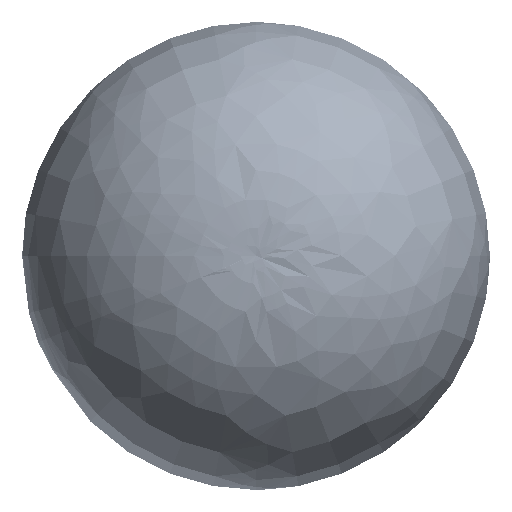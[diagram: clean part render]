
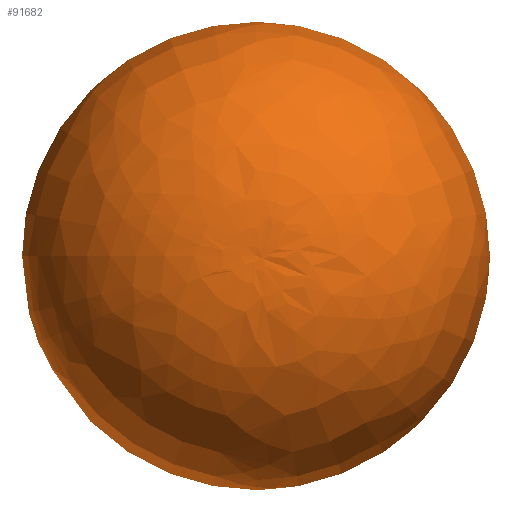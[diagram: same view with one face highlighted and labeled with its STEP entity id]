
A CAD part, top view. The second image highlights one B-rep face of the part: STEP entity #91682.
In plain terms, the highlighted free-form (B-spline) face has degree [2, 2] with [5, 9] control points.
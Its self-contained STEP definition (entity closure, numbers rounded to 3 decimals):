
#193=(
BOUNDED_CURVE()
B_SPLINE_CURVE(2,(#285308,#285309,#285310,#285311,#285312),
 .UNSPECIFIED.,.F.,.F.)
B_SPLINE_CURVE_WITH_KNOTS((3,2,3),(-0.524,0.578,
1.679),.UNSPECIFIED.)
CURVE()
GEOMETRIC_REPRESENTATION_ITEM()
RATIONAL_B_SPLINE_CURVE((1.,0.852,1.,0.852,1.))
REPRESENTATION_ITEM('')
);
#10632=(
BOUNDED_SURFACE()
B_SPLINE_SURFACE(2,2,((#285262,#285263,#285264,#285265,#285266,#285267,
#285268,#285269,#285270),(#285271,#285272,#285273,#285274,#285275,#285276,
#285277,#285278,#285279),(#285280,#285281,#285282,#285283,#285284,#285285,
#285286,#285287,#285288),(#285289,#285290,#285291,#285292,#285293,#285294,
#285295,#285296,#285297),(#285298,#285299,#285300,#285301,#285302,#285303,
#285304,#285305,#285306)),.UNSPECIFIED.,.F.,.T.,.F.)
B_SPLINE_SURFACE_WITH_KNOTS((3,2,3),(3,2,2,2,3),(-1.679,-0.578,
0.524),(-3.142,-1.571,0.,1.571,
3.142),.UNSPECIFIED.)
GEOMETRIC_REPRESENTATION_ITEM()
RATIONAL_B_SPLINE_SURFACE(((1.,0.707,1.,0.707,1.,
0.707,1.,0.707,1.),(0.852,0.603,
0.852,0.603,0.852,0.603,
0.852,0.603,0.852),(1.,0.707,
1.,0.707,1.,0.707,1.,0.707,1.),(0.852,
0.603,0.852,0.603,0.852,
0.603,0.852,0.603,0.852),
(1.,0.707,1.,0.707,1.,0.707,1.,0.707,
1.)))
REPRESENTATION_ITEM('')
SURFACE()
);
#16367=FACE_OUTER_BOUND('',#23503,.T.);
#23503=EDGE_LOOP('',(#79975,#79976,#79977,#79978));
#34843=CIRCLE('',#102238,1796.53);
#34844=CIRCLE('',#102239,1796.53);
#42859=VERTEX_POINT('',#285253);
#42860=VERTEX_POINT('',#285259);
#42861=VERTEX_POINT('',#285307);
#55232=EDGE_CURVE('',#42859,#42860,#34843,.T.);
#55233=EDGE_CURVE('',#42860,#42859,#34844,.T.);
#55234=EDGE_CURVE('',#42859,#42861,#193,.T.);
#79975=ORIENTED_EDGE('',*,*,#55233,.F.);
#79976=ORIENTED_EDGE('',*,*,#55232,.F.);
#79977=ORIENTED_EDGE('',*,*,#55234,.T.);
#79978=ORIENTED_EDGE('',*,*,#55234,.F.);
#91682=ADVANCED_FACE('',(#16367),#10632,.F.);
#102238=AXIS2_PLACEMENT_3D('',#285260,#125592,#125593);
#102239=AXIS2_PLACEMENT_3D('',#285261,#125594,#125595);
#125592=DIRECTION('center_axis',(-1.,0.,0.));
#125593=DIRECTION('ref_axis',(0.,0.,1.));
#125594=DIRECTION('center_axis',(-1.,0.,0.));
#125595=DIRECTION('ref_axis',(0.,0.,1.));
#285253=CARTESIAN_POINT('',(-921.757,200.,-1796.53));
#285259=CARTESIAN_POINT('',(-921.757,-1596.53,0.));
#285260=CARTESIAN_POINT('Origin',(-921.757,200.,0.));
#285261=CARTESIAN_POINT('Origin',(-921.757,200.,0.));
#285262=CARTESIAN_POINT('Ctrl Pts',(1832.633,200.,0.));
#285263=CARTESIAN_POINT('Ctrl Pts',(1832.633,200.,0.));
#285264=CARTESIAN_POINT('Ctrl Pts',(1832.633,200.,0.));
#285265=CARTESIAN_POINT('Ctrl Pts',(1832.633,200.,0.));
#285266=CARTESIAN_POINT('Ctrl Pts',(1832.633,200.,0.));
#285267=CARTESIAN_POINT('Ctrl Pts',(1832.633,200.,0.));
#285268=CARTESIAN_POINT('Ctrl Pts',(1832.633,200.,0.));
#285269=CARTESIAN_POINT('Ctrl Pts',(1832.633,200.,0.));
#285270=CARTESIAN_POINT('Ctrl Pts',(1832.633,200.,0.));
#285271=CARTESIAN_POINT('Ctrl Pts',(1955.467,200.,-1125.55));
#285272=CARTESIAN_POINT('Ctrl Pts',(1955.467,-925.55,
-1125.55));
#285273=CARTESIAN_POINT('Ctrl Pts',(1955.467,-925.55,
0.));
#285274=CARTESIAN_POINT('Ctrl Pts',(1955.467,-925.55,
1125.55));
#285275=CARTESIAN_POINT('Ctrl Pts',(1955.467,200.,1125.55));
#285276=CARTESIAN_POINT('Ctrl Pts',(1955.467,1325.55,1125.55));
#285277=CARTESIAN_POINT('Ctrl Pts',(1955.467,1325.55,0.));
#285278=CARTESIAN_POINT('Ctrl Pts',(1955.467,1325.55,-1125.55));
#285279=CARTESIAN_POINT('Ctrl Pts',(1955.467,200.,-1125.55));
#285280=CARTESIAN_POINT('Ctrl Pts',(1007.126,200.,-1744.098));
#285281=CARTESIAN_POINT('Ctrl Pts',(1007.126,-1544.098,
-1744.098));
#285282=CARTESIAN_POINT('Ctrl Pts',(1007.126,-1544.098,
0.));
#285283=CARTESIAN_POINT('Ctrl Pts',(1007.126,-1544.098,
1744.098));
#285284=CARTESIAN_POINT('Ctrl Pts',(1007.126,200.,1744.098));
#285285=CARTESIAN_POINT('Ctrl Pts',(1007.126,1944.098,1744.098));
#285286=CARTESIAN_POINT('Ctrl Pts',(1007.126,1944.098,0.));
#285287=CARTESIAN_POINT('Ctrl Pts',(1007.126,1944.098,-1744.098));
#285288=CARTESIAN_POINT('Ctrl Pts',(1007.126,200.,-1744.098));
#285289=CARTESIAN_POINT('Ctrl Pts',(58.786,200.,-2362.646));
#285290=CARTESIAN_POINT('Ctrl Pts',(58.786,-2162.646,
-2362.646));
#285291=CARTESIAN_POINT('Ctrl Pts',(58.786,-2162.646,
0.));
#285292=CARTESIAN_POINT('Ctrl Pts',(58.786,-2162.646,
2362.646));
#285293=CARTESIAN_POINT('Ctrl Pts',(58.786,200.,2362.646));
#285294=CARTESIAN_POINT('Ctrl Pts',(58.786,2562.646,2362.646));
#285295=CARTESIAN_POINT('Ctrl Pts',(58.786,2562.646,0.));
#285296=CARTESIAN_POINT('Ctrl Pts',(58.786,2562.646,-2362.646));
#285297=CARTESIAN_POINT('Ctrl Pts',(58.786,200.,-2362.646));
#285298=CARTESIAN_POINT('Ctrl Pts',(-921.757,200.,-1796.53));
#285299=CARTESIAN_POINT('Ctrl Pts',(-921.757,-1596.53,
-1796.53));
#285300=CARTESIAN_POINT('Ctrl Pts',(-921.757,-1596.53,
0.));
#285301=CARTESIAN_POINT('Ctrl Pts',(-921.757,-1596.53,
1796.53));
#285302=CARTESIAN_POINT('Ctrl Pts',(-921.757,200.,1796.53));
#285303=CARTESIAN_POINT('Ctrl Pts',(-921.757,1996.53,
1796.53));
#285304=CARTESIAN_POINT('Ctrl Pts',(-921.757,1996.53,
0.));
#285305=CARTESIAN_POINT('Ctrl Pts',(-921.757,1996.53,
-1796.53));
#285306=CARTESIAN_POINT('Ctrl Pts',(-921.757,200.,-1796.53));
#285307=CARTESIAN_POINT('',(1832.633,200.,0.));
#285308=CARTESIAN_POINT('Ctrl Pts',(-921.757,200.,-1796.53));
#285309=CARTESIAN_POINT('Ctrl Pts',(58.786,200.,-2362.646));
#285310=CARTESIAN_POINT('Ctrl Pts',(1007.126,200.,-1744.098));
#285311=CARTESIAN_POINT('Ctrl Pts',(1955.467,200.,-1125.55));
#285312=CARTESIAN_POINT('Ctrl Pts',(1832.633,200.,0.));
